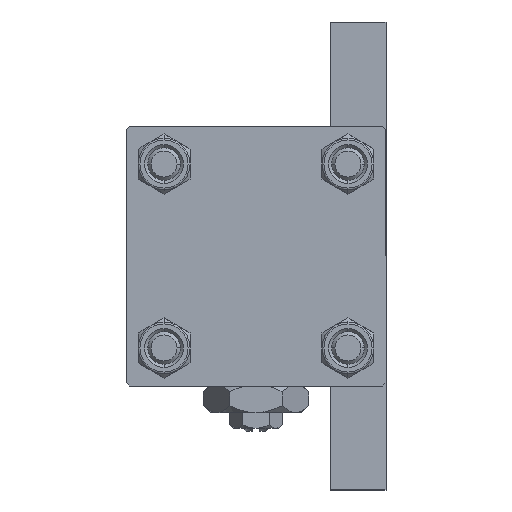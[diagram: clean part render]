
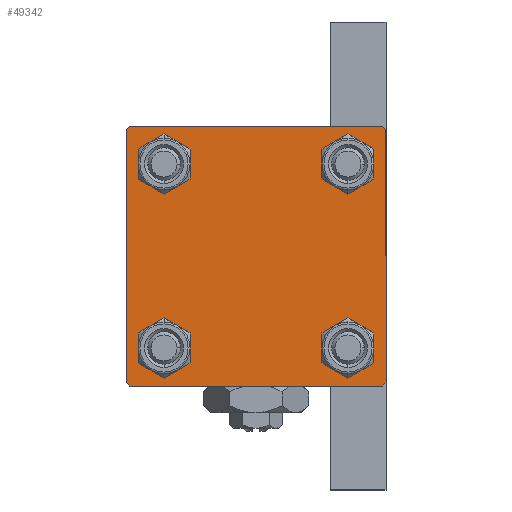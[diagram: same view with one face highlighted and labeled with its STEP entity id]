
A CAD part, left-side view. The second image highlights one B-rep face of the part: STEP entity #49342.
In plain terms, the highlighted planar face has unit normal (-1, 0, 0).
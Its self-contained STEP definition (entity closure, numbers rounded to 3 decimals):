
#91 = CARTESIAN_POINT ( 'NONE',  ( 0., -14.15, -11.15 ) ) ;
#589 = VERTEX_POINT ( 'NONE', #7375 ) ;
#675 = EDGE_LOOP ( 'NONE', ( #14716, #35644 ) ) ;
#848 = CARTESIAN_POINT ( 'NONE',  ( 0., 19.75, -19.75 ) ) ;
#931 = CARTESIAN_POINT ( 'NONE',  ( 0., -14.15, 14.15 ) ) ;
#1397 = CARTESIAN_POINT ( 'NONE',  ( 0., -20., -19.5 ) ) ;
#1743 = DIRECTION ( 'NONE',  ( -1., 0., 0. ) ) ;
#2685 = EDGE_LOOP ( 'NONE', ( #45237, #21832 ) ) ;
#2790 = EDGE_CURVE ( 'NONE', #14265, #36610, #26603, .T. ) ;
#3030 = VECTOR ( 'NONE', #42682, 1000. ) ;
#3191 = ORIENTED_EDGE ( 'NONE', *, *, #17146, .T. ) ;
#3443 = DIRECTION ( 'NONE',  ( 1., 0., 0. ) ) ;
#3711 = AXIS2_PLACEMENT_3D ( 'NONE', #5034, #1743, #16637 ) ;
#3866 = VECTOR ( 'NONE', #11834, 1000. ) ;
#3967 = CARTESIAN_POINT ( 'NONE',  ( 0., 20., -19.5 ) ) ;
#4812 = EDGE_CURVE ( 'NONE', #46075, #9040, #19134, .T. ) ;
#5015 = EDGE_CURVE ( 'NONE', #46315, #19869, #20490, .T. ) ;
#5034 = CARTESIAN_POINT ( 'NONE',  ( 0., 0., 0. ) ) ;
#5441 = AXIS2_PLACEMENT_3D ( 'NONE', #18263, #19010, #7419 ) ;
#5574 = CARTESIAN_POINT ( 'NONE',  ( 0., 14.15, -11.15 ) ) ;
#5642 = EDGE_CURVE ( 'NONE', #41882, #40867, #42308, .T. ) ;
#5966 = VERTEX_POINT ( 'NONE', #18349 ) ;
#7019 = DIRECTION ( 'NONE',  ( 0., 0., 1. ) ) ;
#7319 = EDGE_CURVE ( 'NONE', #5966, #39629, #41955, .T. ) ;
#7375 = CARTESIAN_POINT ( 'NONE',  ( 0., 14.15, 11.15 ) ) ;
#7419 = DIRECTION ( 'NONE',  ( 0., 0., 1. ) ) ;
#7440 = DIRECTION ( 'NONE',  ( 0., 0., 1. ) ) ;
#9040 = VERTEX_POINT ( 'NONE', #5574 ) ;
#9762 = CIRCLE ( 'NONE', #49199, 3. ) ;
#10310 = CARTESIAN_POINT ( 'NONE',  ( 0., 14.15, 14.15 ) ) ;
#10545 = DIRECTION ( 'NONE',  ( 0., 0., -1. ) ) ;
#10683 = DIRECTION ( 'NONE',  ( 1., 0., 0. ) ) ;
#11082 = DIRECTION ( 'NONE',  ( 1., 0., 0. ) ) ;
#11189 = VERTEX_POINT ( 'NONE', #43642 ) ;
#11461 = CARTESIAN_POINT ( 'NONE',  ( 0., 14.15, 14.15 ) ) ;
#11834 = DIRECTION ( 'NONE',  ( 0., -0.707, 0.707 ) ) ;
#13345 = FACE_BOUND ( 'NONE', #2685, .T. ) ;
#13590 = EDGE_CURVE ( 'NONE', #31440, #589, #26695, .T. ) ;
#14265 = VERTEX_POINT ( 'NONE', #48388 ) ;
#14352 = LINE ( 'NONE', #26171, #48826 ) ;
#14716 = ORIENTED_EDGE ( 'NONE', *, *, #39807, .T. ) ;
#15070 = DIRECTION ( 'NONE',  ( 0., -1., 0. ) ) ;
#15271 = DIRECTION ( 'NONE',  ( 1., 0., 0. ) ) ;
#16009 = CARTESIAN_POINT ( 'NONE',  ( 0., -19.5, -20. ) ) ;
#16021 = CARTESIAN_POINT ( 'NONE',  ( 0., 19.75, 19.75 ) ) ;
#16388 = CIRCLE ( 'NONE', #49374, 3. ) ;
#16637 = DIRECTION ( 'NONE',  ( 0., 0., 1. ) ) ;
#17146 = EDGE_CURVE ( 'NONE', #589, #31440, #34975, .T. ) ;
#18187 = CARTESIAN_POINT ( 'NONE',  ( 0., 14.15, -14.15 ) ) ;
#18263 = CARTESIAN_POINT ( 'NONE',  ( 0., 14.15, -14.15 ) ) ;
#18349 = CARTESIAN_POINT ( 'NONE',  ( 0., 19.5, 20. ) ) ;
#18515 = CARTESIAN_POINT ( 'NONE',  ( 0., -14.15, -14.15 ) ) ;
#18849 = ORIENTED_EDGE ( 'NONE', *, *, #32509, .T. ) ;
#18862 = CARTESIAN_POINT ( 'NONE',  ( 0., -14.15, -14.15 ) ) ;
#18902 = DIRECTION ( 'NONE',  ( 0., 0., 1. ) ) ;
#18958 = CARTESIAN_POINT ( 'NONE',  ( 0., -19.5, 20. ) ) ;
#19010 = DIRECTION ( 'NONE',  ( 1., 0., 0. ) ) ;
#19022 = ORIENTED_EDGE ( 'NONE', *, *, #5642, .T. ) ;
#19134 = CIRCLE ( 'NONE', #5441, 3. ) ;
#19298 = DIRECTION ( 'NONE',  ( 0., 0.707, -0.707 ) ) ;
#19588 = VECTOR ( 'NONE', #41017, 1000. ) ;
#19869 = VERTEX_POINT ( 'NONE', #29893 ) ;
#20264 = ORIENTED_EDGE ( 'NONE', *, *, #42681, .F. ) ;
#20490 = LINE ( 'NONE', #848, #3030 ) ;
#20762 = AXIS2_PLACEMENT_3D ( 'NONE', #18515, #10683, #26313 ) ;
#20910 = FACE_BOUND ( 'NONE', #26569, .T. ) ;
#21815 = CARTESIAN_POINT ( 'NONE',  ( 0., 20., -20. ) ) ;
#21832 = ORIENTED_EDGE ( 'NONE', *, *, #43493, .T. ) ;
#21972 = DIRECTION ( 'NONE',  ( 1., 0., 0. ) ) ;
#22258 = ORIENTED_EDGE ( 'NONE', *, *, #5015, .T. ) ;
#22584 = CARTESIAN_POINT ( 'NONE',  ( 0., -19.75, 19.75 ) ) ;
#22596 = VERTEX_POINT ( 'NONE', #91 ) ;
#22643 = DIRECTION ( 'NONE',  ( 1., 0., 0. ) ) ;
#22925 = VECTOR ( 'NONE', #25075, 1000. ) ;
#23419 = CARTESIAN_POINT ( 'NONE',  ( 0., -19.75, -19.75 ) ) ;
#23944 = PLANE ( 'NONE',  #3711 ) ;
#25075 = DIRECTION ( 'NONE',  ( 0., -1., 0. ) ) ;
#25687 = DIRECTION ( 'NONE',  ( 0., 0., 1. ) ) ;
#26171 = CARTESIAN_POINT ( 'NONE',  ( 0., 20., 20. ) ) ;
#26313 = DIRECTION ( 'NONE',  ( 0., 0., 1. ) ) ;
#26569 = EDGE_LOOP ( 'NONE', ( #43395, #3191 ) ) ;
#26603 = LINE ( 'NONE', #22584, #41695 ) ;
#26664 = EDGE_CURVE ( 'NONE', #22596, #48576, #42500, .T. ) ;
#26695 = CIRCLE ( 'NONE', #29120, 3. ) ;
#26966 = EDGE_LOOP ( 'NONE', ( #33288, #22258, #33424, #19022, #20264, #45486, #45870, #30178 ) ) ;
#27290 = DIRECTION ( 'NONE',  ( 1., 0., 0. ) ) ;
#28191 = CARTESIAN_POINT ( 'NONE',  ( 0., 14.15, -17.15 ) ) ;
#28879 = LINE ( 'NONE', #21815, #22925 ) ;
#29120 = AXIS2_PLACEMENT_3D ( 'NONE', #10310, #3443, #25687 ) ;
#29308 = AXIS2_PLACEMENT_3D ( 'NONE', #11461, #15271, #7440 ) ;
#29443 = LINE ( 'NONE', #44811, #19588 ) ;
#29791 = DIRECTION ( 'NONE',  ( 0., 0., 1. ) ) ;
#29893 = CARTESIAN_POINT ( 'NONE',  ( 0., 19.5, -20. ) ) ;
#29936 = EDGE_LOOP ( 'NONE', ( #44745, #18849 ) ) ;
#30178 = ORIENTED_EDGE ( 'NONE', *, *, #7319, .T. ) ;
#30299 = VECTOR ( 'NONE', #15070, 1000. ) ;
#30894 = CARTESIAN_POINT ( 'NONE',  ( 0., -14.15, -17.15 ) ) ;
#30994 = EDGE_CURVE ( 'NONE', #41386, #11189, #9762, .T. ) ;
#31076 = DIRECTION ( 'NONE',  ( 0., 0., 1. ) ) ;
#31440 = VERTEX_POINT ( 'NONE', #47479 ) ;
#31649 = AXIS2_PLACEMENT_3D ( 'NONE', #18862, #22643, #7019 ) ;
#32509 = EDGE_CURVE ( 'NONE', #11189, #41386, #37483, .T. ) ;
#33288 = ORIENTED_EDGE ( 'NONE', *, *, #35215, .T. ) ;
#33424 = ORIENTED_EDGE ( 'NONE', *, *, #46615, .T. ) ;
#34435 = DIRECTION ( 'NONE',  ( 0., 0.707, 0.707 ) ) ;
#34975 = CIRCLE ( 'NONE', #29308, 3. ) ;
#35106 = CARTESIAN_POINT ( 'NONE',  ( 0., -14.15, 14.15 ) ) ;
#35215 = EDGE_CURVE ( 'NONE', #39629, #46315, #14352, .T. ) ;
#35644 = ORIENTED_EDGE ( 'NONE', *, *, #4812, .T. ) ;
#35789 = FACE_OUTER_BOUND ( 'NONE', #26966, .T. ) ;
#36223 = EDGE_CURVE ( 'NONE', #5966, #36610, #37981, .T. ) ;
#36610 = VERTEX_POINT ( 'NONE', #18958 ) ;
#37483 = CIRCLE ( 'NONE', #38315, 3. ) ;
#37965 = CARTESIAN_POINT ( 'NONE',  ( 0., 20., 19.5 ) ) ;
#37981 = LINE ( 'NONE', #49584, #30299 ) ;
#38315 = AXIS2_PLACEMENT_3D ( 'NONE', #35106, #27290, #31076 ) ;
#39629 = VERTEX_POINT ( 'NONE', #37965 ) ;
#39807 = EDGE_CURVE ( 'NONE', #9040, #46075, #16388, .T. ) ;
#40045 = FACE_BOUND ( 'NONE', #675, .T. ) ;
#40867 = VERTEX_POINT ( 'NONE', #1397 ) ;
#41017 = DIRECTION ( 'NONE',  ( 0., 0., -1. ) ) ;
#41386 = VERTEX_POINT ( 'NONE', #46025 ) ;
#41695 = VECTOR ( 'NONE', #34435, 1000. ) ;
#41882 = VERTEX_POINT ( 'NONE', #16009 ) ;
#41955 = LINE ( 'NONE', #16021, #45749 ) ;
#42308 = LINE ( 'NONE', #23419, #3866 ) ;
#42500 = CIRCLE ( 'NONE', #20762, 3. ) ;
#42681 = EDGE_CURVE ( 'NONE', #14265, #40867, #29443, .T. ) ;
#42682 = DIRECTION ( 'NONE',  ( 0., -0.707, -0.707 ) ) ;
#43395 = ORIENTED_EDGE ( 'NONE', *, *, #13590, .T. ) ;
#43493 = EDGE_CURVE ( 'NONE', #48576, #22596, #46964, .T. ) ;
#43642 = CARTESIAN_POINT ( 'NONE',  ( 0., -14.15, 11.15 ) ) ;
#44082 = FACE_BOUND ( 'NONE', #29936, .T. ) ;
#44745 = ORIENTED_EDGE ( 'NONE', *, *, #30994, .T. ) ;
#44811 = CARTESIAN_POINT ( 'NONE',  ( 0., -20., 20. ) ) ;
#45237 = ORIENTED_EDGE ( 'NONE', *, *, #26664, .T. ) ;
#45486 = ORIENTED_EDGE ( 'NONE', *, *, #2790, .T. ) ;
#45749 = VECTOR ( 'NONE', #19298, 1000. ) ;
#45870 = ORIENTED_EDGE ( 'NONE', *, *, #36223, .F. ) ;
#46025 = CARTESIAN_POINT ( 'NONE',  ( 0., -14.15, 17.15 ) ) ;
#46075 = VERTEX_POINT ( 'NONE', #28191 ) ;
#46315 = VERTEX_POINT ( 'NONE', #3967 ) ;
#46615 = EDGE_CURVE ( 'NONE', #19869, #41882, #28879, .T. ) ;
#46964 = CIRCLE ( 'NONE', #31649, 3. ) ;
#47479 = CARTESIAN_POINT ( 'NONE',  ( 0., 14.15, 17.15 ) ) ;
#48388 = CARTESIAN_POINT ( 'NONE',  ( 0., -20., 19.5 ) ) ;
#48576 = VERTEX_POINT ( 'NONE', #30894 ) ;
#48826 = VECTOR ( 'NONE', #10545, 1000. ) ;
#49199 = AXIS2_PLACEMENT_3D ( 'NONE', #931, #11082, #18902 ) ;
#49342 = ADVANCED_FACE ( 'NONE', ( #44082, #13345, #40045, #20910, #35789 ), #23944, .T. ) ;
#49374 = AXIS2_PLACEMENT_3D ( 'NONE', #18187, #21972, #29791 ) ;
#49584 = CARTESIAN_POINT ( 'NONE',  ( 0., 20., 20. ) ) ;
